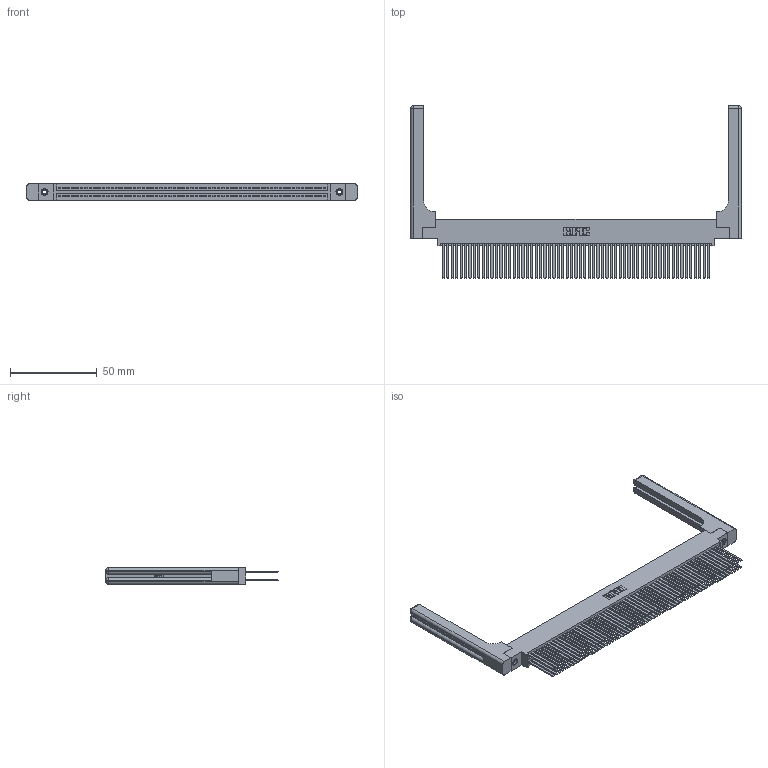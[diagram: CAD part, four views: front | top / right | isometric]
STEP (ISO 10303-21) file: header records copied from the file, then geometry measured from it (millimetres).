
FILE_DESCRIPTION (( 'STEP AP203' ), '1' );
FILE_NAME ('395-122-544-858.STEP', '2019-10-28T08:40:52', ( '' ), ( '' ), 'SwSTEP 2.0', 'SolidWorks 2016', '' );
FILE_SCHEMA (( 'CONFIG_CONTROL_DESIGN' ));
Length unit declared in the file: inch
Products named in the file (5): 345 Part_0.170 Offset - 0.156 Dia-TH; 345-292-001_345-293-144; 345-250-001_345-250-001-102; 345-220-058_345-220-058; 395-122-544-858
Assembly tree (127 placements, depth 2):
  395-122-544-858
    345 Part_0.170 Offset - 0.156 Dia-TH
    345-292-001_345-293-144  x122
    345-250-001_345-250-001-102  x2
    345-220-058_345-220-058  x2
Bounding box: 189.97 x 99.24 x 9.4 mm (x, y, z)
Volume: 28701.9 mm3; surface area: 40481.3 mm2
Topology: 127 solids, 127 shells, 5754 faces, 17001 edges, 11150 vertices
Faces by surface type: plane 3770, cylinder 1924, bspline 36, cone 12, sphere 8, torus 4
Entity records: 50434 total; most frequent: CARTESIAN_POINT 9429, ORIENTED_EDGE 8160, DIRECTION 7220, EDGE_CURVE 4080, LINE 3616, VECTOR 3616, VERTEX_POINT 2710, AXIS2_PLACEMENT_3D 1802
